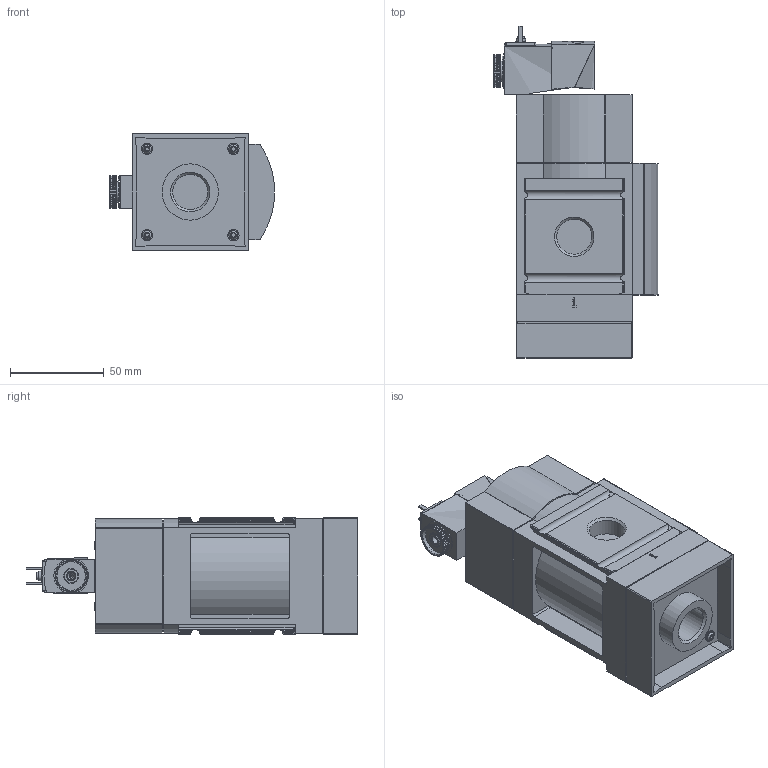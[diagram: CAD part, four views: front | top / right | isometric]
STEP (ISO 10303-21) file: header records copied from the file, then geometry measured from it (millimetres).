
FILE_DESCRIPTION(/* description */ ('STEP AP214'),/* implementation_level */ '2;1');
FILE_NAME(/* name */ '8176513_MS6-EDE-1_2-V24-F1A-B',/* time_stamp */ '2024-09-10T14:50:03+02:00',/* author */ ('License CC BY-ND 4.0'),/* organization */ ('CADENAS'),/* preprocessor_version */ 'ST-DEVELOPER v19.3',/* originating_system */ 'PARTsolutions',/* authorisation */ ' ');
FILE_SCHEMA (('AUTOMOTIVE_DESIGN {1 0 10303 214 3 1 1}'));
Length unit declared in the file: millimetre
Products named in the file (1): 8176513 MS6-EDE-1/2-V24-F1A-B---(high)
Bounding box: 87.79 x 176.75 x 62 mm (x, y, z)
Surface area: 263818.1 mm2 (no closed solid volume)
Topology: 0 solids, 1 shells, 696 faces, 1891 edges, 1256 vertices
Faces by surface type: cylinder 319, plane 312, cone 45, torus 18, sphere 2
Full cylindrical faces by diameter (mm): 0.67 x1, 2.013 x1, 2.4 x1, 2.8 x1, 3.8 x1, 4.134 x1, 4.3 x1, 5 x1, 5.3 x2, 6 x8, 6.5 x2, 8 x5, 10 x1, 10.73 x1, 15.25 x1, 16 x1, 18.631 x3, 30 x1
Entity records: 26655 total; most frequent: CARTESIAN_POINT 4292, DIRECTION 3705, ORIENTED_EDGE 3608, EDGE_CURVE 1804, AXIS2_PLACEMENT_3D 1382, VERTEX_POINT 1231, LINE 941, VECTOR 941
